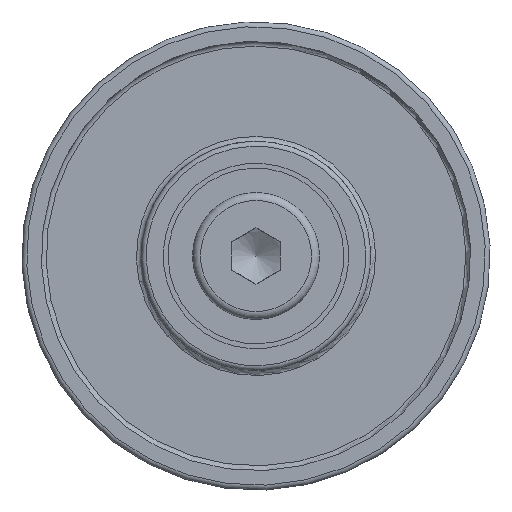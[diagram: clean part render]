
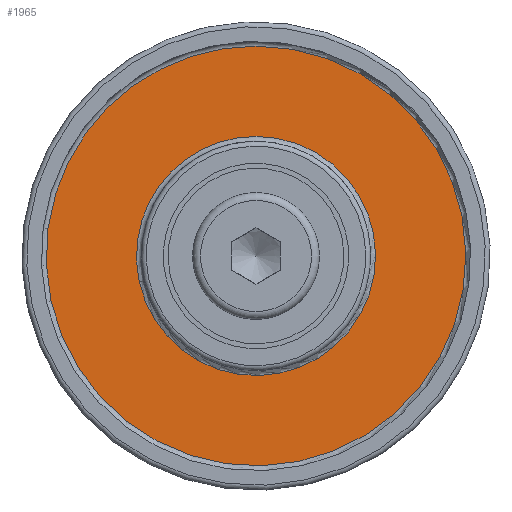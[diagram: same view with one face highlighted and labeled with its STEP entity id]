
A CAD part, left-side view. The second image highlights one B-rep face of the part: STEP entity #1965.
In plain terms, the highlighted planar face has unit normal (-1, 0, 0).
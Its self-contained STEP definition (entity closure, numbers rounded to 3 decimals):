
#114=FACE_BOUND('',#333,.T.);
#132=PLANE('',#2135);
#223=FACE_OUTER_BOUND('',#332,.T.);
#332=EDGE_LOOP('',(#1317,#1318));
#333=EDGE_LOOP('',(#1319,#1320));
#627=CIRCLE('',#2133,12.25);
#628=CIRCLE('',#2134,12.25);
#629=CIRCLE('',#2136,21.5);
#630=CIRCLE('',#2137,21.5);
#770=VERTEX_POINT('',#3050);
#771=VERTEX_POINT('',#3052);
#772=VERTEX_POINT('',#3056);
#773=VERTEX_POINT('',#3057);
#996=EDGE_CURVE('',#771,#770,#627,.T.);
#997=EDGE_CURVE('',#770,#771,#628,.T.);
#998=EDGE_CURVE('',#772,#773,#629,.T.);
#999=EDGE_CURVE('',#773,#772,#630,.T.);
#1317=ORIENTED_EDGE('',*,*,#998,.F.);
#1318=ORIENTED_EDGE('',*,*,#999,.F.);
#1319=ORIENTED_EDGE('',*,*,#996,.T.);
#1320=ORIENTED_EDGE('',*,*,#997,.T.);
#1965=ADVANCED_FACE('',(#223,#114),#132,.T.);
#2133=AXIS2_PLACEMENT_3D('',#3053,#2448,#2449);
#2134=AXIS2_PLACEMENT_3D('',#3054,#2450,#2451);
#2135=AXIS2_PLACEMENT_3D('',#3055,#2452,#2453);
#2136=AXIS2_PLACEMENT_3D('',#3058,#2454,#2455);
#2137=AXIS2_PLACEMENT_3D('',#3059,#2456,#2457);
#2448=DIRECTION('center_axis',(1.,0.,0.));
#2449=DIRECTION('ref_axis',(0.,0.954,0.3));
#2450=DIRECTION('center_axis',(1.,0.,0.));
#2451=DIRECTION('ref_axis',(0.,0.954,0.3));
#2452=DIRECTION('center_axis',(-1.,0.,0.));
#2453=DIRECTION('ref_axis',(0.,-0.3,0.954));
#2454=DIRECTION('center_axis',(1.,0.,0.));
#2455=DIRECTION('ref_axis',(0.,0.954,0.3));
#2456=DIRECTION('center_axis',(1.,0.,0.));
#2457=DIRECTION('ref_axis',(0.,0.954,0.3));
#3050=CARTESIAN_POINT('',(-1.5,0.,12.25));
#3052=CARTESIAN_POINT('',(-1.5,11.687,3.67));
#3053=CARTESIAN_POINT('Origin',(-1.5,0.,0.));
#3054=CARTESIAN_POINT('Origin',(-1.5,0.,0.));
#3055=CARTESIAN_POINT('Origin',(-1.5,16.1,5.055));
#3056=CARTESIAN_POINT('',(-1.5,20.513,6.441));
#3057=CARTESIAN_POINT('',(-1.5,0.,21.5));
#3058=CARTESIAN_POINT('Origin',(-1.5,0.,0.));
#3059=CARTESIAN_POINT('Origin',(-1.5,0.,0.));
